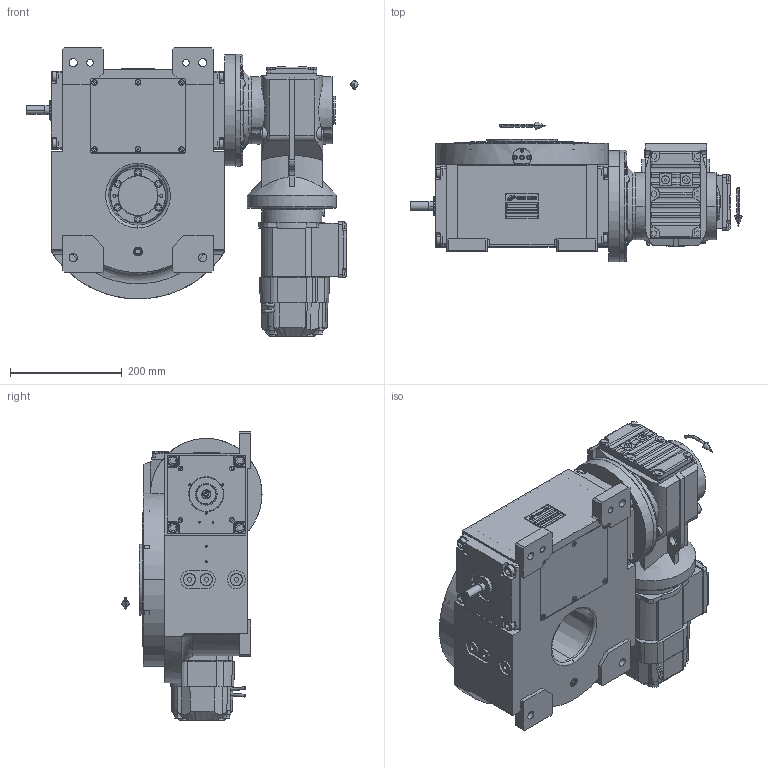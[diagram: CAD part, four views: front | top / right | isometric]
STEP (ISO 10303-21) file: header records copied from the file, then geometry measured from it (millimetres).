
FILE_DESCRIPTION (( 'STEP AP214' ), '1' );
FILE_NAME ('PC5200444.step', '2024-06-26T13:36:50', ( '' ), ( '' ), 'SwSTEP 2.0', 'SolidWorks 2020', '' );
FILE_SCHEMA (( 'AUTOMOTIVE_DESIGN' ));
Length unit declared in the file: millimetre
Products named in the file (87): cfn2000_01_081; cfn2104_01_018; rig09_071_6_m.stp; cfn2077_01_036; cfn2151_01_115; cfn2151_01_170; 900_38_30_003; cfn2070_05_009; cfn2001_02_002; rig09_002_s_025; rig09_004; AS_rig09_002_s_025; cfn2000_01_099; CFN2104_02_018.stp; cfn2000_01_126; AS_rig09_004; PC5200444; CFN2223_02_003.stp; cfn2003_01_054; cfn2476_01_002_60x46; cfn2155_01_095; cfn2276_01_056; rig09_003_6; olio_agip_blasia_150; RIG09_005_AF0.stp; rig09_007_master; CFN2356_03_053.stp; cfn2128_19_002; cfn2073_01_018; CFN2010_02_002.stp; cfn2128_04_002; CFN2000_01_185.stp; rig09_010_s_006; AS_cfn2476_01_002_60x46; CFN2223_02_004.stp; freccia_angolare; AS_rig09_015; CFN2203_02_002.stp; KAF47DRN63MS4BE03HR_A_180; rig09_016 ...
Assembly tree (78 placements, depth 5):
  cfn2077_01_036
  cfn2151_01_115
  cfn2151_01_170
  PC5200444
    rig09_001_a_s_011
    AS_cfn2476_01_002_60x46
      cfn2476_01_002_60x46
      cfn2107_01_001
      cfn2107_01_001
    AS_rig09_071_6_m
      rig09_071_6_m.stp
        RIG09_005_ASM.stp
          RIG09_005_AF0.stp
          RIG09_021_AF0.stp
          CFN2000_01_185.stp
          CFN2000_01_185.stp
          CFN2104_02_018.stp
        CFN2155_01_195.stp
        CFN2010_02_002.stp
      cfn2000_01_099
      cfn2000_01_099
      cfn2000_01_099
      cfn2000_01_099
      cfn2000_01_099
      cfn2000_01_099
      cfn2000_01_099
      cfn2000_01_099
      cfn2104_01_018  x2
      rig09_003_6
    AS_rig09_015
      rig09_015
      cfn2000_01_126
      cfn2000_01_126
      cfn2000_01_126
      cfn2000_01_126
      cfn2000_01_126
      cfn2000_01_126
      cfn2073_01_018
    AS_rig09_004
      rig09_004
      cfn2000_01_081
      cfn2155_01_095
      cfn2070_05_009
      cfn2000_01_081
      cfn2000_01_081
      cfn2000_01_081
    AS_rig09_004
      rig09_004
      cfn2000_01_081
      cfn2155_01_095
      cfn2070_05_009
      cfn2000_01_081
      cfn2000_01_081
      cfn2000_01_081
    AS_rig09_002_s_025
      rig09_002_s_025
      cfn2115_01_008
    AS_rig09_010_s_006
      rig09_010_s_006
      cfn2001_02_002  x4
Bounding box: 594.5 x 251 x 516.8 mm (x, y, z)
Volume: 13709297.5 mm3; surface area: 1742778.3 mm2
Topology: 68 solids, 80 shells, 2996 faces, 7536 edges, 4877 vertices
Faces by surface type: plane 1554, cylinder 1003, cone 362, torus 41, bspline 28, sphere 8
Entity records: 102400 total; most frequent: CARTESIAN_POINT 27795, DIRECTION 14627, ORIENTED_EDGE 14468, EDGE_CURVE 7234, AXIS2_PLACEMENT_3D 5066, VERTEX_POINT 4732, VECTOR 4495, LINE 4495
